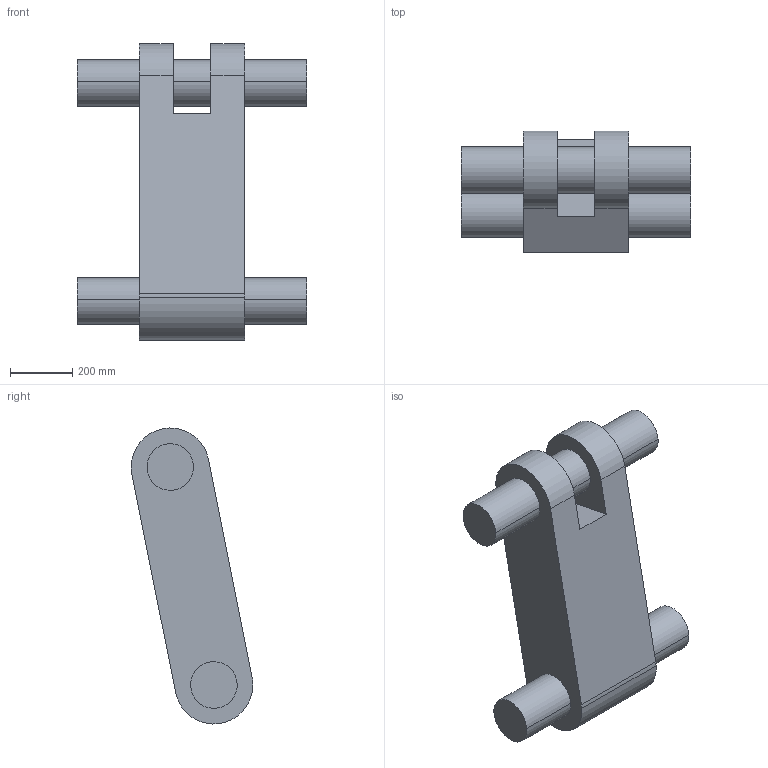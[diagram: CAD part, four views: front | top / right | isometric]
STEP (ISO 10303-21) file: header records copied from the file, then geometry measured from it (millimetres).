
FILE_DESCRIPTION (( 'STEP AP203' ), '1' );
FILE_NAME ('BucketLink_Primary.STEP', '2022-03-09T01:02:04', ( '' ), ( '' ), 'SwSTEP 2.0', 'SolidWorks 2020', '' );
FILE_SCHEMA (( 'CONFIG_CONTROL_DESIGN' ));
Length unit declared in the file: millimetre
Products named in the file (2): BucketLink_Primary; BucketLink
Assembly tree (1 placements, depth 2):
  BucketLink_Primary
    BucketLink
Bounding box: 738.4 x 391.22 x 952.87 mm (x, y, z)
Volume: 87115395.4 mm3; surface area: 1673718 mm2
Topology: 1 solids, 1 shells, 25 faces, 57 edges, 38 vertices
Faces by surface type: cylinder 14, plane 11
Entity records: 919 total; most frequent: DIRECTION 143, CARTESIAN_POINT 124, ORIENTED_EDGE 114, AXIS2_PLACEMENT_3D 57, EDGE_CURVE 57, VERTEX_POINT 38, EDGE_LOOP 31, VECTOR 29
